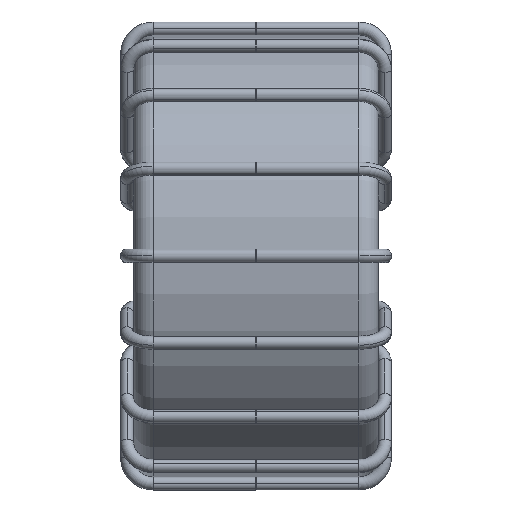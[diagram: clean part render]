
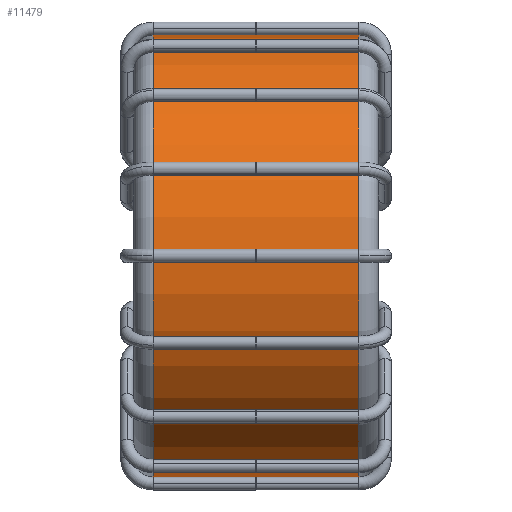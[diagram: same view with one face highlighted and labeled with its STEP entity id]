
A CAD part, top view. The second image highlights one B-rep face of the part: STEP entity #11479.
In plain terms, the highlighted cylindrical face has radius 11.385 mm (diameter 22.77 mm), a partial arc.
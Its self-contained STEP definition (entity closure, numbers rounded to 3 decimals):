
#11022=CARTESIAN_POINT('',(-5.305,-11.385,12.065));
#11023=VERTEX_POINT('',#11022);
#11031=CARTESIAN_POINT('',(-5.305,0.,23.45));
#11032=VERTEX_POINT('',#11031);
#11033=CARTESIAN_POINT('',(-5.305,0.,12.065));
#11034=DIRECTION('',(-1.0,0.0,0.0));
#11035=DIRECTION('',(0.0,-1.0,0.0));
#11036=AXIS2_PLACEMENT_3D('',#11033,#11034,#11035);
#11037=CIRCLE('',#11036,11.385);
#11038=EDGE_CURVE('',#11023,#11032,#11037,.T.);
#11064=CARTESIAN_POINT('',(5.305,11.385,12.065));
#11065=VERTEX_POINT('',#11064);
#11066=CARTESIAN_POINT('',(-5.305,11.385,12.065));
#11067=VERTEX_POINT('',#11066);
#11068=CARTESIAN_POINT('',(5.305,11.385,12.065));
#11069=DIRECTION('',(-1.0,0.0,0.0));
#11070=VECTOR('',#11069,10.61);
#11071=LINE('',#11068,#11070);
#11072=EDGE_CURVE('',#11065,#11067,#11071,.T.);
#11083=CARTESIAN_POINT('',(5.305,-11.385,12.065));
#11084=VERTEX_POINT('',#11083);
#11092=CARTESIAN_POINT('',(5.305,-11.385,12.065));
#11093=DIRECTION('',(-1.0,0.0,0.0));
#11094=VECTOR('',#11093,10.61);
#11095=LINE('',#11092,#11094);
#11096=EDGE_CURVE('',#11084,#11023,#11095,.T.);
#11114=CARTESIAN_POINT('',(5.305,0.,23.45));
#11115=VERTEX_POINT('',#11114);
#11125=CARTESIAN_POINT('',(5.305,0.,12.065));
#11126=DIRECTION('',(1.0,0.0,0.0));
#11127=DIRECTION('',(0.0,-1.0,0.0));
#11128=AXIS2_PLACEMENT_3D('',#11125,#11126,#11127);
#11129=CIRCLE('',#11128,11.385);
#11130=EDGE_CURVE('',#11115,#11084,#11129,.T.);
#11450=CARTESIAN_POINT('',(5.305,0.,12.065));
#11451=DIRECTION('',(1.0,0.0,0.0));
#11452=DIRECTION('',(0.0,-1.0,0.0));
#11453=AXIS2_PLACEMENT_3D('',#11450,#11451,#11452);
#11454=CIRCLE('',#11453,11.385);
#11455=EDGE_CURVE('',#11065,#11115,#11454,.T.);
#11460=CARTESIAN_POINT('',(-6.305,0.,12.065));
#11461=DIRECTION('',(1.0,0.0,0.0));
#11462=DIRECTION('',(0.0,1.0,0.0));
#11463=AXIS2_PLACEMENT_3D('',#11460,#11461,#11462);
#11464=CYLINDRICAL_SURFACE('',#11463,11.385);
#11465=ORIENTED_EDGE('',*,*,#11072,.T.);
#11466=CARTESIAN_POINT('',(-5.305,0.,12.065));
#11467=DIRECTION('',(-1.0,0.0,0.0));
#11468=DIRECTION('',(0.0,-1.0,0.0));
#11469=AXIS2_PLACEMENT_3D('',#11466,#11467,#11468);
#11470=CIRCLE('',#11469,11.385);
#11471=EDGE_CURVE('',#11032,#11067,#11470,.T.);
#11472=ORIENTED_EDGE('',*,*,#11471,.F.);
#11473=ORIENTED_EDGE('',*,*,#11038,.F.);
#11474=ORIENTED_EDGE('',*,*,#11096,.F.);
#11475=ORIENTED_EDGE('',*,*,#11130,.F.);
#11476=ORIENTED_EDGE('',*,*,#11455,.F.);
#11477=EDGE_LOOP('',(#11465,#11472,#11473,#11474,#11475,#11476));
#11478=FACE_OUTER_BOUND('',#11477,.T.);
#11479=ADVANCED_FACE('',(#11478),#11464,.T.);
